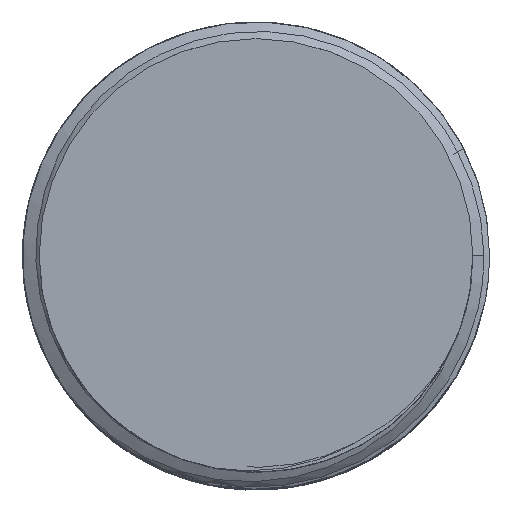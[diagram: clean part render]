
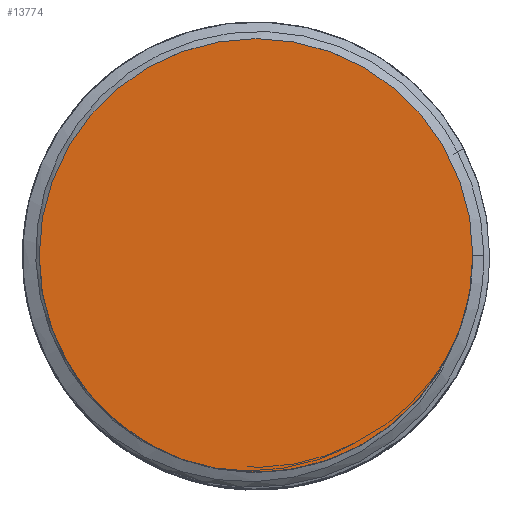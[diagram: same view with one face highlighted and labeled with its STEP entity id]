
A CAD part, top view. The second image highlights one B-rep face of the part: STEP entity #13774.
In plain terms, the highlighted planar face has unit normal (0, 0, 1).
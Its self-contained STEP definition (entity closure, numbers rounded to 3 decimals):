
#6091=CARTESIAN_POINT('',(0.,0.,43.4));
#6092=DIRECTION('',(0.,0.,1.));
#6093=DIRECTION('',(1.,0.,0.));
#6094=AXIS2_PLACEMENT_3D('',#6091,#6092,#6093);
#6096=CARTESIAN_POINT('',(0.,0.,43.4));
#6097=DIRECTION('',(0.,0.,1.));
#6098=DIRECTION('',(-1.,0.,0.));
#6099=AXIS2_PLACEMENT_3D('',#6096,#6097,#6098);
#7413=CARTESIAN_POINT('',(13.925,0.,43.4));
#7414=CARTESIAN_POINT('',(-13.925,0.,43.4));
#7415=VERTEX_POINT('',#7413);
#7416=VERTEX_POINT('',#7414);
#13765=CARTESIAN_POINT('',(0.,0.,43.4));
#13766=DIRECTION('',(0.,0.,1.));
#13767=DIRECTION('',(1.,0.,0.));
#13768=AXIS2_PLACEMENT_3D('',#13765,#13766,#13767);
#13769=PLANE('',#13768);
#13770=ORIENTED_EDGE('',*,*,#13758,.F.);
#13771=ORIENTED_EDGE('',*,*,#12468,.F.);
#13772=EDGE_LOOP('',(#13770,#13771));
#13773=FACE_OUTER_BOUND('',#13772,.F.);
#13774=ADVANCED_FACE('',(#13773),#13769,.T.);
#6095=CIRCLE('',#6094,13.925);
#6100=CIRCLE('',#6099,13.925);
#12468=EDGE_CURVE('',#7416,#7415,#6100,.T.);
#13758=EDGE_CURVE('',#7415,#7416,#6095,.T.);
